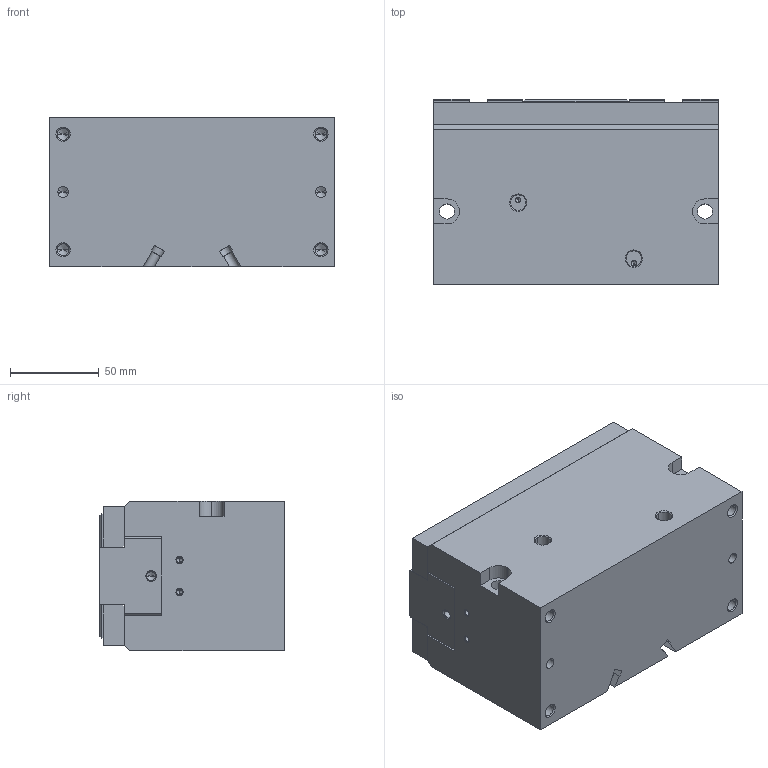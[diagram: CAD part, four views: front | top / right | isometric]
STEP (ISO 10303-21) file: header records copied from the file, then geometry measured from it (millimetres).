
FILE_DESCRIPTION( ( '' ), '1' );
FILE_NAME( 'op84i_op840iaf_0_2_14a.stp', '2010-10-25T12:46:56', ( '' ), ( '' ), ' ', ' ', ' ' );
FILE_SCHEMA( ( 'automotive_design' ) );
Length unit declared in the file: millimetre
Products named in the file (3): 1; 2; 3
Bounding box: 160 x 104 x 84 mm (x, y, z)
Volume: 1316911.6 mm3; surface area: 133496 mm2
Topology: 3 solids, 3 shells, 328 faces, 834 edges, 498 vertices
Faces by surface type: plane 156, cone 88, cylinder 84
Entity records: 18696 total; most frequent: CARTESIAN_POINT 1735, DIRECTION 1656, STYLED_ITEM 1619, PRESENTATION_STYLE_ASSIGNMENT 1619, COLOUR_RGB 1619, ORIENTED_EDGE 1580, EDGE_CURVE 790, CURVE_STYLE 790
